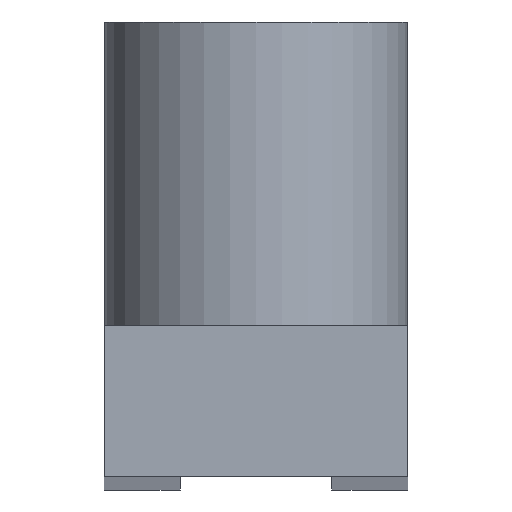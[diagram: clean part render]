
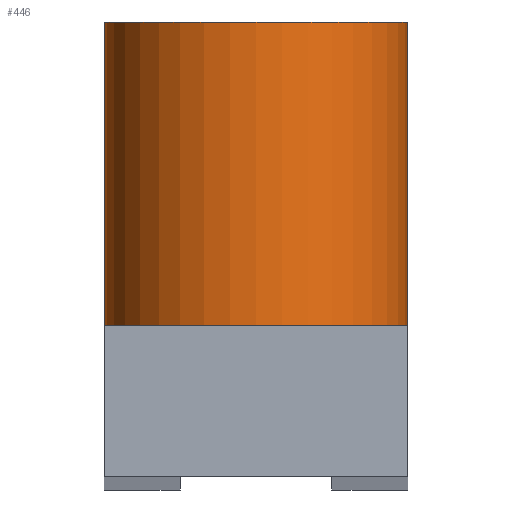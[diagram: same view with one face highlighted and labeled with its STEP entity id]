
A CAD part, top view. The second image highlights one B-rep face of the part: STEP entity #446.
In plain terms, the highlighted cylindrical face has radius 6.35 mm (diameter 12.7 mm), a full revolution.
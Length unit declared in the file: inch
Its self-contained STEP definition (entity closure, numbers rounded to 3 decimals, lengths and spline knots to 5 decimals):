
#36=CIRCLE('',#509,0.25);
#37=CIRCLE('',#510,0.25);
#38=CIRCLE('',#511,0.25);
#47=CYLINDRICAL_SURFACE('',#508,0.25);
#60=FACE_OUTER_BOUND('',#90,.T.);
#90=EDGE_LOOP('',(#325,#326,#327,#328,#329));
#125=LINE('',#732,#166);
#166=VECTOR('',#594,0.25);
#217=VERTEX_POINT('',#729);
#218=VERTEX_POINT('',#731);
#219=VERTEX_POINT('',#733);
#257=EDGE_CURVE('',#217,#217,#36,.T.);
#258=EDGE_CURVE('',#217,#218,#125,.T.);
#259=EDGE_CURVE('',#219,#218,#37,.T.);
#260=EDGE_CURVE('',#218,#219,#38,.T.);
#325=ORIENTED_EDGE('',*,*,#257,.F.);
#326=ORIENTED_EDGE('',*,*,#258,.T.);
#327=ORIENTED_EDGE('',*,*,#259,.F.);
#328=ORIENTED_EDGE('',*,*,#260,.F.);
#329=ORIENTED_EDGE('',*,*,#258,.F.);
#446=ADVANCED_FACE('',(#60),#47,.T.);
#508=AXIS2_PLACEMENT_3D('',#728,#590,#591);
#509=AXIS2_PLACEMENT_3D('',#730,#592,#593);
#510=AXIS2_PLACEMENT_3D('',#734,#595,#596);
#511=AXIS2_PLACEMENT_3D('',#735,#597,#598);
#590=DIRECTION('center_axis',(0.,1.,0.));
#591=DIRECTION('ref_axis',(1.,0.,0.));
#592=DIRECTION('center_axis',(0.,1.,0.));
#593=DIRECTION('ref_axis',(1.,0.,0.));
#594=DIRECTION('',(0.,-1.,0.));
#595=DIRECTION('center_axis',(0.,-1.,0.));
#596=DIRECTION('ref_axis',(1.,0.,0.));
#597=DIRECTION('center_axis',(0.,-1.,0.));
#598=DIRECTION('ref_axis',(1.,0.,0.));
#728=CARTESIAN_POINT('Origin',(0.,0.,-0.25));
#729=CARTESIAN_POINT('',(-0.25,0.5,-0.25));
#730=CARTESIAN_POINT('Origin',(0.,0.5,-0.25));
#731=CARTESIAN_POINT('',(-0.25,0.,-0.25));
#732=CARTESIAN_POINT('',(-0.25,0.,-0.25));
#733=CARTESIAN_POINT('',(0.25,0.,-0.25));
#734=CARTESIAN_POINT('Origin',(0.,0.,-0.25));
#735=CARTESIAN_POINT('Origin',(0.,0.,-0.25));
